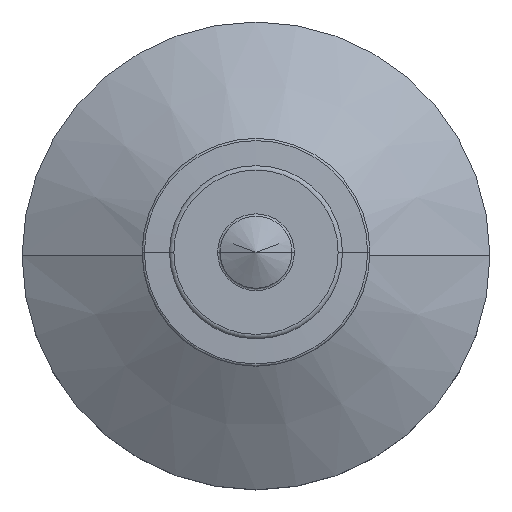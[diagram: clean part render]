
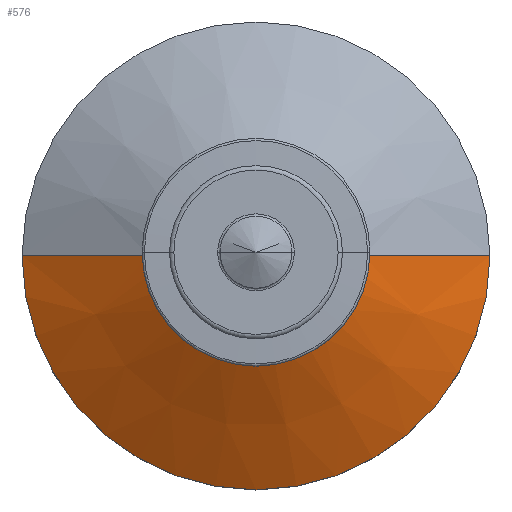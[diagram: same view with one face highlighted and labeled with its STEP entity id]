
A CAD part, top view. The second image highlights one B-rep face of the part: STEP entity #576.
In plain terms, the highlighted conical face has half-angle 60 degrees and reference radius 9 mm.
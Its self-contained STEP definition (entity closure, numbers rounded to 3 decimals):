
#41 = EDGE_CURVE ( 'NONE', #699, #365, #222, .T. ) ;
#155 = LINE ( 'NONE', #698, #1117 ) ;
#168 = EDGE_LOOP ( 'NONE', ( #738, #1456, #880, #1482 ) ) ;
#222 = CIRCLE ( 'NONE', #1072, 19.5 ) ;
#238 = CARTESIAN_POINT ( 'NONE',  ( -19.5, 0., 8. ) ) ;
#321 = DIRECTION ( 'NONE',  ( 1., 0., 0. ) ) ;
#328 = VERTEX_POINT ( 'NONE', #720 ) ;
#329 = CARTESIAN_POINT ( 'NONE',  ( 0., 0., 14.062 ) ) ;
#339 = DIRECTION ( 'NONE',  ( 1., 0., 0. ) ) ;
#358 = EDGE_CURVE ( 'NONE', #328, #1672, #416, .T. ) ;
#365 = VERTEX_POINT ( 'NONE', #1426 ) ;
#416 = CIRCLE ( 'NONE', #773, 9. ) ;
#472 = CARTESIAN_POINT ( 'NONE',  ( 0., 0., 8. ) ) ;
#576 = ADVANCED_FACE ( 'NONE', ( #740 ), #1004, .T. ) ;
#629 = AXIS2_PLACEMENT_3D ( 'NONE', #765, #1153, #1028 ) ;
#648 = DIRECTION ( 'NONE',  ( -0.866, 0., -0.5 ) ) ;
#686 = CARTESIAN_POINT ( 'NONE',  ( 9., 0., 14.062 ) ) ;
#698 = CARTESIAN_POINT ( 'NONE',  ( 9., 0., 14.062 ) ) ;
#699 = VERTEX_POINT ( 'NONE', #238 ) ;
#720 = CARTESIAN_POINT ( 'NONE',  ( -9., 0., 14.062 ) ) ;
#738 = ORIENTED_EDGE ( 'NONE', *, *, #1707, .F. ) ;
#740 = FACE_OUTER_BOUND ( 'NONE', #168, .T. ) ;
#765 = CARTESIAN_POINT ( 'NONE',  ( 0., 0., 14.062 ) ) ;
#773 = AXIS2_PLACEMENT_3D ( 'NONE', #329, #1096, #321 ) ;
#880 = ORIENTED_EDGE ( 'NONE', *, *, #1400, .T. ) ;
#882 = VECTOR ( 'NONE', #648, 1000. ) ;
#1004 = CONICAL_SURFACE ( 'NONE', #629, 9., 1.047 ) ;
#1028 = DIRECTION ( 'NONE',  ( -1., 0., 0. ) ) ;
#1072 = AXIS2_PLACEMENT_3D ( 'NONE', #472, #1249, #339 ) ;
#1096 = DIRECTION ( 'NONE',  ( 0., 0., 1. ) ) ;
#1117 = VECTOR ( 'NONE', #1351, 1000. ) ;
#1153 = DIRECTION ( 'NONE',  ( 0., 0., -1. ) ) ;
#1249 = DIRECTION ( 'NONE',  ( 0., 0., 1. ) ) ;
#1351 = DIRECTION ( 'NONE',  ( 0.866, 0., -0.5 ) ) ;
#1400 = EDGE_CURVE ( 'NONE', #328, #699, #1555, .T. ) ;
#1426 = CARTESIAN_POINT ( 'NONE',  ( 19.5, 0., 8. ) ) ;
#1428 = CARTESIAN_POINT ( 'NONE',  ( -9., 0., 14.062 ) ) ;
#1456 = ORIENTED_EDGE ( 'NONE', *, *, #358, .F. ) ;
#1482 = ORIENTED_EDGE ( 'NONE', *, *, #41, .T. ) ;
#1555 = LINE ( 'NONE', #1428, #882 ) ;
#1672 = VERTEX_POINT ( 'NONE', #686 ) ;
#1707 = EDGE_CURVE ( 'NONE', #1672, #365, #155, .T. ) ;
